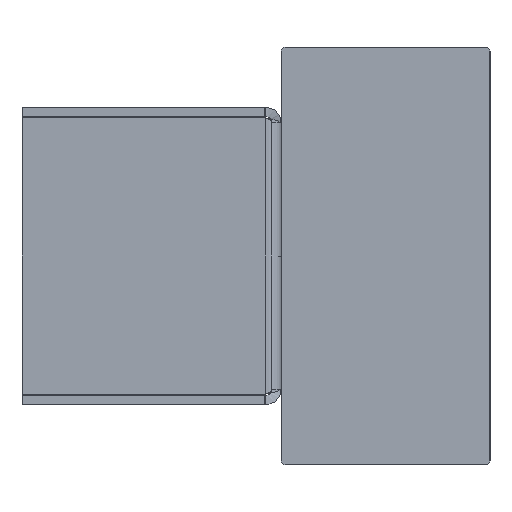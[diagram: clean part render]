
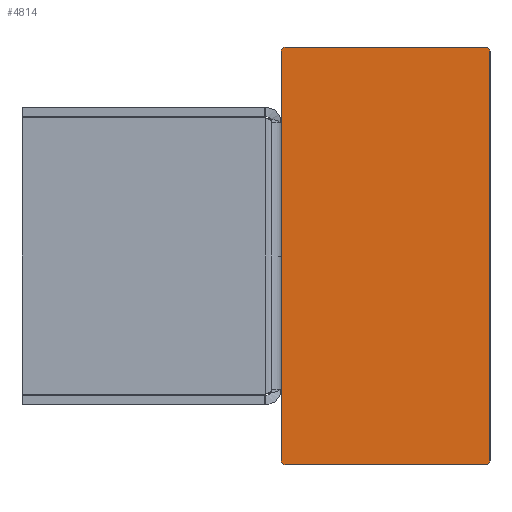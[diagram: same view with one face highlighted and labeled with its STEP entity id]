
A CAD part, front view. The second image highlights one B-rep face of the part: STEP entity #4814.
In plain terms, the highlighted planar face has unit normal (0, -1, 0).
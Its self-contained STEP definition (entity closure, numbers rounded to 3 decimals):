
#4165=B_SPLINE_CURVE_WITH_KNOTS('',1,(#15080,#15081),.UNSPECIFIED.,.F.,
 .F.,(2,2),(0.,26.),.UNSPECIFIED.);
#4166=B_SPLINE_CURVE_WITH_KNOTS('',1,(#15085,#15086),.UNSPECIFIED.,.F.,
 .F.,(2,2),(0.,53.),.UNSPECIFIED.);
#4167=B_SPLINE_CURVE_WITH_KNOTS('',1,(#15090,#15091),.UNSPECIFIED.,.F.,
 .F.,(2,2),(0.,26.),.UNSPECIFIED.);
#4168=B_SPLINE_CURVE_WITH_KNOTS('',1,(#15095,#15096),.UNSPECIFIED.,.F.,
 .F.,(2,2),(0.,53.),.UNSPECIFIED.);
#4814=ADVANCED_FACE('',(#5078),#9826,.T.);
#5078=FACE_OUTER_BOUND('',#5364,.T.);
#5364=EDGE_LOOP('',(#6487,#6488,#6489,#6490,#6491,#6492,#6493,#6494));
#6487=ORIENTED_EDGE('',*,*,#7719,.T.);
#6488=ORIENTED_EDGE('',*,*,#7720,.T.);
#6489=ORIENTED_EDGE('',*,*,#7721,.T.);
#6490=ORIENTED_EDGE('',*,*,#7722,.T.);
#6491=ORIENTED_EDGE('',*,*,#7723,.T.);
#6492=ORIENTED_EDGE('',*,*,#7724,.T.);
#6493=ORIENTED_EDGE('',*,*,#7725,.T.);
#6494=ORIENTED_EDGE('',*,*,#7726,.T.);
#7719=EDGE_CURVE('',#9357,#9358,#4165,.T.);
#7720=EDGE_CURVE('',#9358,#9359,#8443,.T.);
#7721=EDGE_CURVE('',#9359,#9360,#4166,.T.);
#7722=EDGE_CURVE('',#9360,#9361,#8444,.T.);
#7723=EDGE_CURVE('',#9361,#9362,#4167,.T.);
#7724=EDGE_CURVE('',#9362,#9363,#8445,.T.);
#7725=EDGE_CURVE('',#9363,#9364,#4168,.T.);
#7726=EDGE_CURVE('',#9364,#9357,#8446,.T.);
#8443=(
BOUNDED_CURVE()
B_SPLINE_CURVE(2,(#15082,#15083,#15084),.UNSPECIFIED.,.F.,.F.)
B_SPLINE_CURVE_WITH_KNOTS((3,3),(0.,0.785),.UNSPECIFIED.)
CURVE()
GEOMETRIC_REPRESENTATION_ITEM()
RATIONAL_B_SPLINE_CURVE((1.,0.707,1.))
REPRESENTATION_ITEM('')
);
#8444=(
BOUNDED_CURVE()
B_SPLINE_CURVE(2,(#15087,#15088,#15089),.UNSPECIFIED.,.F.,.F.)
B_SPLINE_CURVE_WITH_KNOTS((3,3),(0.,0.785),.UNSPECIFIED.)
CURVE()
GEOMETRIC_REPRESENTATION_ITEM()
RATIONAL_B_SPLINE_CURVE((1.,0.707,1.))
REPRESENTATION_ITEM('')
);
#8445=(
BOUNDED_CURVE()
B_SPLINE_CURVE(2,(#15092,#15093,#15094),.UNSPECIFIED.,.F.,.F.)
B_SPLINE_CURVE_WITH_KNOTS((3,3),(0.,0.785),.UNSPECIFIED.)
CURVE()
GEOMETRIC_REPRESENTATION_ITEM()
RATIONAL_B_SPLINE_CURVE((1.,0.707,1.))
REPRESENTATION_ITEM('')
);
#8446=(
BOUNDED_CURVE()
B_SPLINE_CURVE(2,(#15097,#15098,#15099),.UNSPECIFIED.,.F.,.F.)
B_SPLINE_CURVE_WITH_KNOTS((3,3),(0.,0.785),.UNSPECIFIED.)
CURVE()
GEOMETRIC_REPRESENTATION_ITEM()
RATIONAL_B_SPLINE_CURVE((1.,0.707,1.))
REPRESENTATION_ITEM('')
);
#9357=VERTEX_POINT('',#15072);
#9358=VERTEX_POINT('',#15073);
#9359=VERTEX_POINT('',#15074);
#9360=VERTEX_POINT('',#15075);
#9361=VERTEX_POINT('',#15076);
#9362=VERTEX_POINT('',#15077);
#9363=VERTEX_POINT('',#15078);
#9364=VERTEX_POINT('',#15079);
#9826=PLANE('',#10291);
#10291=AXIS2_PLACEMENT_3D('',#15071,#10573,$);
#10573=DIRECTION('',(0.,-1.,0.));
#15071=CARTESIAN_POINT('',(-16.81,-270.,-33.01));
#15072=CARTESIAN_POINT('',(13.,-270.,27.));
#15073=CARTESIAN_POINT('',(-13.,-270.,27.));
#15074=CARTESIAN_POINT('',(-13.5,-270.,26.5));
#15075=CARTESIAN_POINT('',(-13.5,-270.,-26.5));
#15076=CARTESIAN_POINT('',(-13.,-270.,-27.));
#15077=CARTESIAN_POINT('',(13.,-270.,-27.));
#15078=CARTESIAN_POINT('',(13.5,-270.,-26.5));
#15079=CARTESIAN_POINT('',(13.5,-270.,26.5));
#15080=CARTESIAN_POINT('',(13.,-270.,27.));
#15081=CARTESIAN_POINT('',(-13.,-270.,27.));
#15082=CARTESIAN_POINT('',(-13.,-270.,27.));
#15083=CARTESIAN_POINT('',(-13.5,-270.,27.));
#15084=CARTESIAN_POINT('',(-13.5,-270.,26.5));
#15085=CARTESIAN_POINT('',(-13.5,-270.,26.5));
#15086=CARTESIAN_POINT('',(-13.5,-270.,-26.5));
#15087=CARTESIAN_POINT('',(-13.5,-270.,-26.5));
#15088=CARTESIAN_POINT('',(-13.5,-270.,-27.));
#15089=CARTESIAN_POINT('',(-13.,-270.,-27.));
#15090=CARTESIAN_POINT('',(-13.,-270.,-27.));
#15091=CARTESIAN_POINT('',(13.,-270.,-27.));
#15092=CARTESIAN_POINT('',(13.,-270.,-27.));
#15093=CARTESIAN_POINT('',(13.5,-270.,-27.));
#15094=CARTESIAN_POINT('',(13.5,-270.,-26.5));
#15095=CARTESIAN_POINT('',(13.5,-270.,-26.5));
#15096=CARTESIAN_POINT('',(13.5,-270.,26.5));
#15097=CARTESIAN_POINT('',(13.5,-270.,26.5));
#15098=CARTESIAN_POINT('',(13.5,-270.,27.));
#15099=CARTESIAN_POINT('',(13.,-270.,27.));
